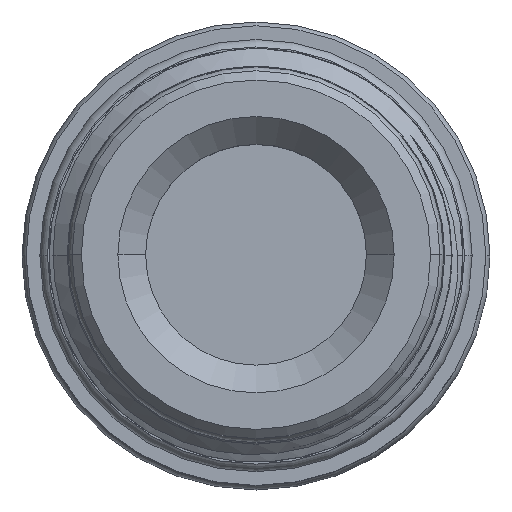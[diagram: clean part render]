
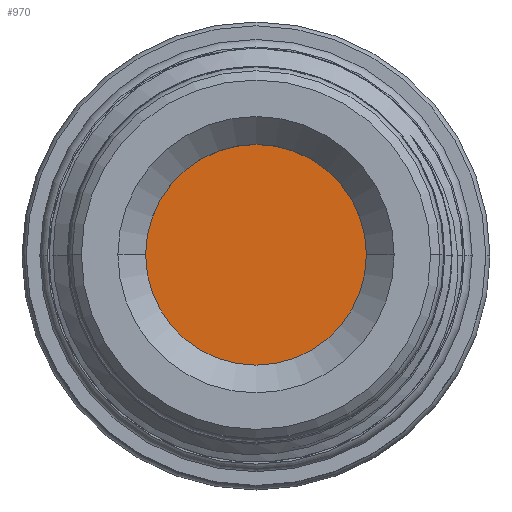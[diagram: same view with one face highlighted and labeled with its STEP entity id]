
A CAD part, top view. The second image highlights one B-rep face of the part: STEP entity #970.
In plain terms, the highlighted planar face has unit normal (0, 0, 1).
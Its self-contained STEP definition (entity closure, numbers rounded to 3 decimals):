
#970 = ADVANCED_FACE ( 'NONE', ( #4039 ), #4404, .F. ) ;
#2831 = AXIS2_PLACEMENT_3D ( 'NONE', #4395, #4406, #4407 ) ;
#3472 = CIRCLE ( 'NONE', #5254, 9.525 ) ;
#3474 = CIRCLE ( 'NONE', #5262, 9.525 ) ;
#4039 = FACE_OUTER_BOUND ( 'NONE', #8230, .T. ) ;
#4395 = CARTESIAN_POINT ( 'NONE',  ( 0., 0., 99.735 ) ) ;
#4404 = PLANE ( 'NONE',  #2831 ) ;
#4406 = DIRECTION ( 'NONE',  ( 0., 0., -1. ) ) ;
#4407 = DIRECTION ( 'NONE',  ( -1., 0., 0. ) ) ;
#5254 = AXIS2_PLACEMENT_3D ( 'NONE', #6930, #6931, #6932 ) ;
#5262 = AXIS2_PLACEMENT_3D ( 'NONE', #6923, #6924, #6925 ) ;
#5616 = EDGE_CURVE ( 'NONE', #8091, #8101, #3474, .T. ) ;
#5618 = EDGE_CURVE ( 'NONE', #8101, #8091, #3472, .T. ) ;
#6923 = CARTESIAN_POINT ( 'NONE',  ( 0., 0., 99.735 ) ) ;
#6924 = DIRECTION ( 'NONE',  ( 0., 0., -1. ) ) ;
#6925 = DIRECTION ( 'NONE',  ( -1., 0., 0. ) ) ;
#6930 = CARTESIAN_POINT ( 'NONE',  ( 0., 0., 99.735 ) ) ;
#6931 = DIRECTION ( 'NONE',  ( 0., 0., -1. ) ) ;
#6932 = DIRECTION ( 'NONE',  ( -1., 0., 0. ) ) ;
#7614 = CARTESIAN_POINT ( 'NONE',  ( 9.525, 0., 99.735 ) ) ;
#7643 = CARTESIAN_POINT ( 'NONE',  ( -9.525, 0., 99.735 ) ) ;
#7959 = ORIENTED_EDGE ( 'NONE', *, *, #5616, .F. ) ;
#7964 = ORIENTED_EDGE ( 'NONE', *, *, #5618, .F. ) ;
#8091 = VERTEX_POINT ( 'NONE', #7614 ) ;
#8101 = VERTEX_POINT ( 'NONE', #7643 ) ;
#8230 = EDGE_LOOP ( 'NONE', ( #7959, #7964 ) ) ;
